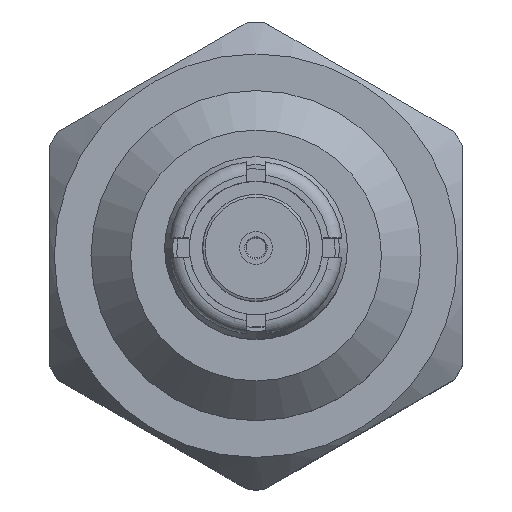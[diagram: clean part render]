
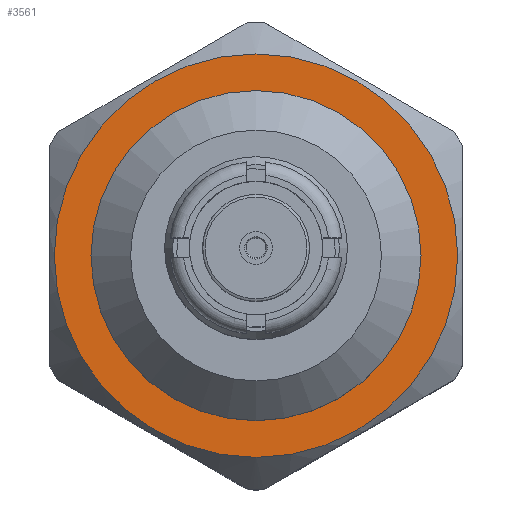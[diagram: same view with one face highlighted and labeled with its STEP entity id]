
A CAD part, top view. The second image highlights one B-rep face of the part: STEP entity #3561.
In plain terms, the highlighted face is planar.
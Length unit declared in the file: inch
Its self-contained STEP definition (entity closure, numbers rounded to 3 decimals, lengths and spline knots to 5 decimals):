
#106 = DIRECTION ( 'NONE',  ( 1., 0., 0. ) ) ;
#375 = CARTESIAN_POINT ( 'NONE',  ( 0.35, 0., 0. ) ) ;
#426 = VERTEX_POINT ( 'NONE', #1402 ) ;
#491 = CIRCLE ( 'NONE', #2018, 0.15279 ) ;
#1189 = PLANE ( 'NONE',  #3369 ) ;
#1379 = ORIENTED_EDGE ( 'NONE', *, *, #3530, .F. ) ;
#1402 = CARTESIAN_POINT ( 'NONE',  ( 0.35, 0., -0.15279 ) ) ;
#2011 = DIRECTION ( 'NONE',  ( 1., 0., 0. ) ) ;
#2018 = AXIS2_PLACEMENT_3D ( 'NONE', #4288, #2203, #3891 ) ;
#2077 = DIRECTION ( 'NONE',  ( 0., 0., -1. ) ) ;
#2179 = CARTESIAN_POINT ( 'NONE',  ( 0.35, 0., 0. ) ) ;
#2203 = DIRECTION ( 'NONE',  ( 1., 0., 0. ) ) ;
#2380 = AXIS2_PLACEMENT_3D ( 'NONE', #375, #2011, #2077 ) ;
#2425 = EDGE_CURVE ( 'NONE', #426, #426, #491, .T. ) ;
#2619 = EDGE_LOOP ( 'NONE', ( #1379 ) ) ;
#2722 = CARTESIAN_POINT ( 'NONE',  ( 0.35, 0., -0.125 ) ) ;
#2779 = DIRECTION ( 'NONE',  ( 0., 0., -1. ) ) ;
#3050 = VERTEX_POINT ( 'NONE', #2722 ) ;
#3194 = FACE_BOUND ( 'NONE', #2619, .T. ) ;
#3369 = AXIS2_PLACEMENT_3D ( 'NONE', #2179, #106, #2779 ) ;
#3530 = EDGE_CURVE ( 'NONE', #3050, #3050, #3651, .T. ) ;
#3561 = ADVANCED_FACE ( 'NONE', ( #3194, #4157 ), #1189, .T. ) ;
#3651 = CIRCLE ( 'NONE', #2380, 0.125 ) ;
#3891 = DIRECTION ( 'NONE',  ( 0., 0., -1. ) ) ;
#3982 = ORIENTED_EDGE ( 'NONE', *, *, #2425, .T. ) ;
#4157 = FACE_OUTER_BOUND ( 'NONE', #4222, .T. ) ;
#4222 = EDGE_LOOP ( 'NONE', ( #3982 ) ) ;
#4288 = CARTESIAN_POINT ( 'NONE',  ( 0.35, 0., 0. ) ) ;
